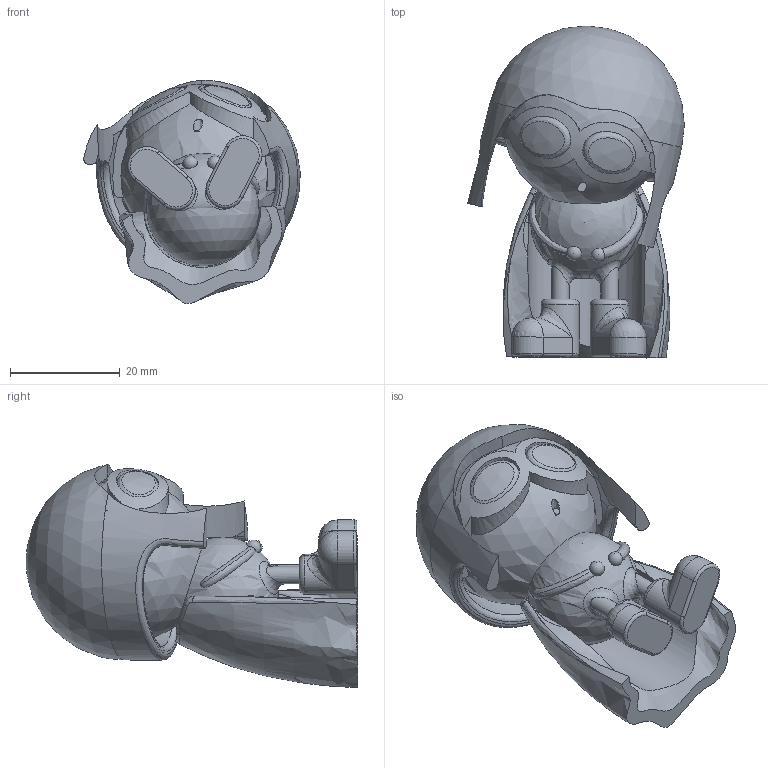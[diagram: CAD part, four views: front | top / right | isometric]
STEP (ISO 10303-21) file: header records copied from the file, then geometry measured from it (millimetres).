
FILE_DESCRIPTION(/* description */ (''),/* implementation_level */ '2;1');
FILE_NAME(/* name */ 'Amante Guisante.step',/* time_stamp */ '2017-03-01T19:30:19+01:00',/* author */ ('Rubén'),/* organization */ (''),/* preprocessor_version */ 'ST-DEVELOPER v15.2',/* originating_system */ 'Autodesk Inventor 2014',/* authorisation */ '');
FILE_SCHEMA (('AUTOMOTIVE_DESIGN { 1 0 10303 214 3 1 1 }'));
Length unit declared in the file: millimetre
Products named in the file (7): Guisante; Casco; Bota; Capa; Gafas; Ojos; Amante Guisante
Bounding box: 39.56 x 60.59 x 40.76 mm (x, y, z)
Volume: 30270.2 mm3; surface area: 14904.5 mm2
Topology: 8 solids, 8 shells, 183 faces, 443 edges, 280 vertices
Faces by surface type: plane 87, bspline 48, cylinder 27, sphere 15, torus 6
Full cylindrical faces by diameter (mm): 2.2 x2, 2.5 x2, 3.2 x2, 3.5 x2, 7 x2
Entity records: 7867 total; most frequent: CARTESIAN_POINT 4301, ORIENTED_EDGE 744, DIRECTION 605, EDGE_CURVE 372, VERTEX_POINT 246, AXIS2_PLACEMENT_3D 246, EDGE_LOOP 198, ADVANCED_FACE 167
